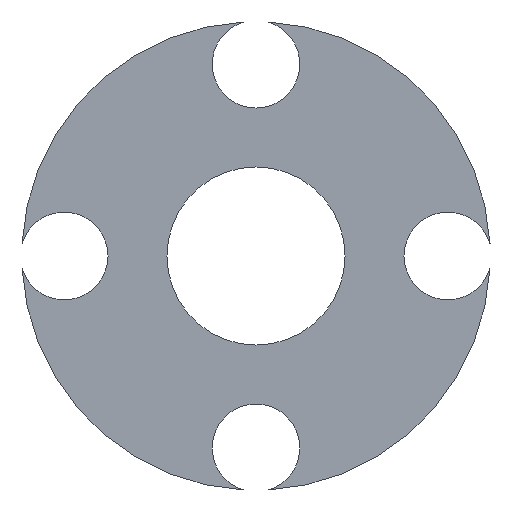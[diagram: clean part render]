
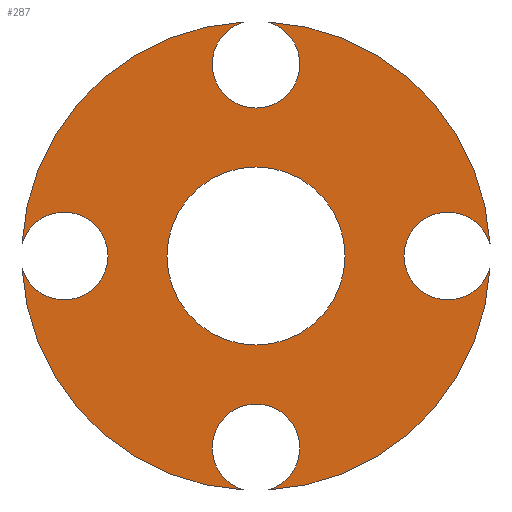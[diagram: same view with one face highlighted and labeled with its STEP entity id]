
A CAD part, left-side view. The second image highlights one B-rep face of the part: STEP entity #287.
In plain terms, the highlighted planar face has unit normal (-1, 0, 0).
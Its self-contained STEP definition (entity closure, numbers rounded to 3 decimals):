
#1 = DIRECTION ( 'NONE',  ( 0., 0., -1. ) ) ;
#4 = EDGE_CURVE ( 'NONE', #268, #141, #8, .T. ) ;
#8 = CIRCLE ( 'NONE', #415, 8.55 ) ;
#11 = DIRECTION ( 'NONE',  ( -1., 0., 0. ) ) ;
#15 = DIRECTION ( 'NONE',  ( -1., 0., 0. ) ) ;
#20 = EDGE_CURVE ( 'NONE', #558, #141, #423, .T. ) ;
#23 = DIRECTION ( 'NONE',  ( -1., 0., 0. ) ) ;
#32 = AXIS2_PLACEMENT_3D ( 'NONE', #510, #560, #71 ) ;
#41 = ORIENTED_EDGE ( 'NONE', *, *, #20, .F. ) ;
#50 = AXIS2_PLACEMENT_3D ( 'NONE', #143, #403, #1 ) ;
#54 = DIRECTION ( 'NONE',  ( 0., 0., -1. ) ) ;
#58 = VERTEX_POINT ( 'NONE', #470 ) ;
#70 = CIRCLE ( 'NONE', #294, 1.6 ) ;
#71 = DIRECTION ( 'NONE',  ( 0., 0., -1. ) ) ;
#86 = CIRCLE ( 'NONE', #532, 8.55 ) ;
#88 = ORIENTED_EDGE ( 'NONE', *, *, #4, .T. ) ;
#95 = CARTESIAN_POINT ( 'NONE',  ( 2.2, -7., 0. ) ) ;
#108 = CARTESIAN_POINT ( 'NONE',  ( 2.2, 0., 0. ) ) ;
#110 = DIRECTION ( 'NONE',  ( 0., 0., -1. ) ) ;
#111 = VERTEX_POINT ( 'NONE', #171 ) ;
#114 = FACE_BOUND ( 'NONE', #358, .T. ) ;
#117 = EDGE_CURVE ( 'NONE', #201, #558, #166, .T. ) ;
#123 = CIRCLE ( 'NONE', #32, 3.25 ) ;
#133 = CARTESIAN_POINT ( 'NONE',  ( 2.2, 0., -7. ) ) ;
#135 = DIRECTION ( 'NONE',  ( 0., 0., -1. ) ) ;
#136 = EDGE_CURVE ( 'NONE', #268, #58, #205, .T. ) ;
#138 = EDGE_LOOP ( 'NONE', ( #185, #223, #461, #88, #41, #397, #231, #304, #276, #139, #217, #374, #505 ) ) ;
#139 = ORIENTED_EDGE ( 'NONE', *, *, #372, .T. ) ;
#141 = VERTEX_POINT ( 'NONE', #529 ) ;
#143 = CARTESIAN_POINT ( 'NONE',  ( 2.2, 0., 0. ) ) ;
#146 = ORIENTED_EDGE ( 'NONE', *, *, #538, .F. ) ;
#149 = VERTEX_POINT ( 'NONE', #521 ) ;
#152 = CARTESIAN_POINT ( 'NONE',  ( 2.2, 0.438, 8.539 ) ) ;
#153 = DIRECTION ( 'NONE',  ( -1., 0., 0. ) ) ;
#158 = DIRECTION ( 'NONE',  ( 1., 0., 0. ) ) ;
#164 = CARTESIAN_POINT ( 'NONE',  ( 2.2, 7., 0. ) ) ;
#166 = CIRCLE ( 'NONE', #543, 1.6 ) ;
#170 = CIRCLE ( 'NONE', #491, 1.6 ) ;
#171 = CARTESIAN_POINT ( 'NONE',  ( 2.2, -0.438, -8.539 ) ) ;
#178 = CIRCLE ( 'NONE', #501, 1.6 ) ;
#181 = VERTEX_POINT ( 'NONE', #436 ) ;
#182 = EDGE_CURVE ( 'NONE', #149, #189, #366, .T. ) ;
#185 = ORIENTED_EDGE ( 'NONE', *, *, #561, .T. ) ;
#189 = VERTEX_POINT ( 'NONE', #492 ) ;
#191 = EDGE_CURVE ( 'NONE', #197, #181, #70, .T. ) ;
#195 = EDGE_CURVE ( 'NONE', #323, #444, #478, .T. ) ;
#197 = VERTEX_POINT ( 'NONE', #498 ) ;
#198 = PLANE ( 'NONE',  #551 ) ;
#201 = VERTEX_POINT ( 'NONE', #582 ) ;
#203 = CIRCLE ( 'NONE', #526, 8.55 ) ;
#205 = CIRCLE ( 'NONE', #518, 1.6 ) ;
#217 = ORIENTED_EDGE ( 'NONE', *, *, #182, .F. ) ;
#218 = CIRCLE ( 'NONE', #433, 1.6 ) ;
#223 = ORIENTED_EDGE ( 'NONE', *, *, #456, .F. ) ;
#228 = DIRECTION ( 'NONE',  ( 0., 0., -1. ) ) ;
#231 = ORIENTED_EDGE ( 'NONE', *, *, #407, .F. ) ;
#234 = DIRECTION ( 'NONE',  ( 0., 0., -1. ) ) ;
#237 = CARTESIAN_POINT ( 'NONE',  ( 2.2, 0., 0. ) ) ;
#238 = CARTESIAN_POINT ( 'NONE',  ( 2.2, 0., 3.25 ) ) ;
#240 = FACE_OUTER_BOUND ( 'NONE', #138, .T. ) ;
#246 = DIRECTION ( 'NONE',  ( -1., 0., 0. ) ) ;
#248 = DIRECTION ( 'NONE',  ( 0., 0., -1. ) ) ;
#250 = DIRECTION ( 'NONE',  ( 0., 0., -1. ) ) ;
#254 = DIRECTION ( 'NONE',  ( 0., 0., -1. ) ) ;
#268 = VERTEX_POINT ( 'NONE', #152 ) ;
#276 = ORIENTED_EDGE ( 'NONE', *, *, #466, .F. ) ;
#280 = DIRECTION ( 'NONE',  ( 0., 0., -1. ) ) ;
#286 = CARTESIAN_POINT ( 'NONE',  ( 2.2, 0., 0. ) ) ;
#287 = ADVANCED_FACE ( 'NONE', ( #240, #114 ), #198, .F. ) ;
#290 = DIRECTION ( 'NONE',  ( 0., 0., -1. ) ) ;
#292 = CARTESIAN_POINT ( 'NONE',  ( 2.2, -7., 0. ) ) ;
#294 = AXIS2_PLACEMENT_3D ( 'NONE', #95, #355, #228 ) ;
#299 = DIRECTION ( 'NONE',  ( 0., 0., -1. ) ) ;
#304 = ORIENTED_EDGE ( 'NONE', *, *, #506, .T. ) ;
#308 = VERTEX_POINT ( 'NONE', #546 ) ;
#323 = VERTEX_POINT ( 'NONE', #238 ) ;
#325 = EDGE_CURVE ( 'NONE', #181, #149, #535, .T. ) ;
#336 = CARTESIAN_POINT ( 'NONE',  ( 2.2, 7., 0. ) ) ;
#345 = DIRECTION ( 'NONE',  ( -1., 0., 0. ) ) ;
#347 = DIRECTION ( 'NONE',  ( -1., 0., 0. ) ) ;
#350 = CARTESIAN_POINT ( 'NONE',  ( 2.2, 0., -3.25 ) ) ;
#353 = CARTESIAN_POINT ( 'NONE',  ( 2.2, 0., 7. ) ) ;
#355 = DIRECTION ( 'NONE',  ( -1., 0., 0. ) ) ;
#358 = EDGE_LOOP ( 'NONE', ( #146, #368 ) ) ;
#359 = AXIS2_PLACEMENT_3D ( 'NONE', #508, #548, #110 ) ;
#366 = CIRCLE ( 'NONE', #511, 1.6 ) ;
#368 = ORIENTED_EDGE ( 'NONE', *, *, #195, .F. ) ;
#372 = EDGE_CURVE ( 'NONE', #111, #189, #203, .T. ) ;
#374 = ORIENTED_EDGE ( 'NONE', *, *, #325, .F. ) ;
#380 = CARTESIAN_POINT ( 'NONE',  ( 2.2, 0., 7. ) ) ;
#381 = CARTESIAN_POINT ( 'NONE',  ( 2.2, 7., 1.6 ) ) ;
#397 = ORIENTED_EDGE ( 'NONE', *, *, #117, .F. ) ;
#403 = DIRECTION ( 'NONE',  ( -1., 0., 0. ) ) ;
#407 = EDGE_CURVE ( 'NONE', #487, #201, #178, .T. ) ;
#415 = AXIS2_PLACEMENT_3D ( 'NONE', #237, #11, #290 ) ;
#423 = CIRCLE ( 'NONE', #489, 1.6 ) ;
#425 = CARTESIAN_POINT ( 'NONE',  ( 2.2, 0., 0. ) ) ;
#433 = AXIS2_PLACEMENT_3D ( 'NONE', #133, #439, #485 ) ;
#436 = CARTESIAN_POINT ( 'NONE',  ( 2.2, -7., 1.6 ) ) ;
#439 = DIRECTION ( 'NONE',  ( -1., 0., 0. ) ) ;
#443 = CARTESIAN_POINT ( 'NONE',  ( 2.2, 8.539, -0.438 ) ) ;
#444 = VERTEX_POINT ( 'NONE', #350 ) ;
#456 = EDGE_CURVE ( 'NONE', #58, #308, #170, .T. ) ;
#461 = ORIENTED_EDGE ( 'NONE', *, *, #136, .F. ) ;
#465 = CARTESIAN_POINT ( 'NONE',  ( 2.2, 7., 0. ) ) ;
#466 = EDGE_CURVE ( 'NONE', #111, #534, #218, .T. ) ;
#468 = CARTESIAN_POINT ( 'NONE',  ( 2.2, 0.438, -8.539 ) ) ;
#470 = CARTESIAN_POINT ( 'NONE',  ( 2.2, 0., 5.4 ) ) ;
#476 = DIRECTION ( 'NONE',  ( -1., 0., 0. ) ) ;
#477 = DIRECTION ( 'NONE',  ( -1., 0., 0. ) ) ;
#478 = CIRCLE ( 'NONE', #50, 3.25 ) ;
#479 = AXIS2_PLACEMENT_3D ( 'NONE', #515, #15, #234 ) ;
#482 = DIRECTION ( 'NONE',  ( 0., 0., -1. ) ) ;
#485 = DIRECTION ( 'NONE',  ( 0., 0., -1. ) ) ;
#487 = VERTEX_POINT ( 'NONE', #443 ) ;
#489 = AXIS2_PLACEMENT_3D ( 'NONE', #465, #476, #482 ) ;
#491 = AXIS2_PLACEMENT_3D ( 'NONE', #353, #347, #299 ) ;
#492 = CARTESIAN_POINT ( 'NONE',  ( 2.2, -8.539, -0.438 ) ) ;
#498 = CARTESIAN_POINT ( 'NONE',  ( 2.2, -8.539, 0.438 ) ) ;
#501 = AXIS2_PLACEMENT_3D ( 'NONE', #336, #246, #250 ) ;
#505 = ORIENTED_EDGE ( 'NONE', *, *, #191, .F. ) ;
#506 = EDGE_CURVE ( 'NONE', #487, #534, #86, .T. ) ;
#508 = CARTESIAN_POINT ( 'NONE',  ( 2.2, 0., 0. ) ) ;
#510 = CARTESIAN_POINT ( 'NONE',  ( 2.2, 0., 0. ) ) ;
#511 = AXIS2_PLACEMENT_3D ( 'NONE', #292, #477, #254 ) ;
#515 = CARTESIAN_POINT ( 'NONE',  ( 2.2, -7., 0. ) ) ;
#518 = AXIS2_PLACEMENT_3D ( 'NONE', #380, #345, #248 ) ;
#520 = DIRECTION ( 'NONE',  ( 0., 0., -1. ) ) ;
#521 = CARTESIAN_POINT ( 'NONE',  ( 2.2, -7., -1.6 ) ) ;
#526 = AXIS2_PLACEMENT_3D ( 'NONE', #286, #23, #520 ) ;
#529 = CARTESIAN_POINT ( 'NONE',  ( 2.2, 8.539, 0.438 ) ) ;
#530 = CIRCLE ( 'NONE', #359, 8.55 ) ;
#532 = AXIS2_PLACEMENT_3D ( 'NONE', #425, #153, #54 ) ;
#534 = VERTEX_POINT ( 'NONE', #468 ) ;
#535 = CIRCLE ( 'NONE', #479, 1.6 ) ;
#538 = EDGE_CURVE ( 'NONE', #444, #323, #123, .T. ) ;
#543 = AXIS2_PLACEMENT_3D ( 'NONE', #164, #568, #135 ) ;
#546 = CARTESIAN_POINT ( 'NONE',  ( 2.2, -0.438, 8.539 ) ) ;
#548 = DIRECTION ( 'NONE',  ( -1., 0., 0. ) ) ;
#551 = AXIS2_PLACEMENT_3D ( 'NONE', #108, #158, #280 ) ;
#558 = VERTEX_POINT ( 'NONE', #381 ) ;
#560 = DIRECTION ( 'NONE',  ( -1., 0., 0. ) ) ;
#561 = EDGE_CURVE ( 'NONE', #197, #308, #530, .T. ) ;
#568 = DIRECTION ( 'NONE',  ( -1., 0., 0. ) ) ;
#582 = CARTESIAN_POINT ( 'NONE',  ( 2.2, 7., -1.6 ) ) ;
